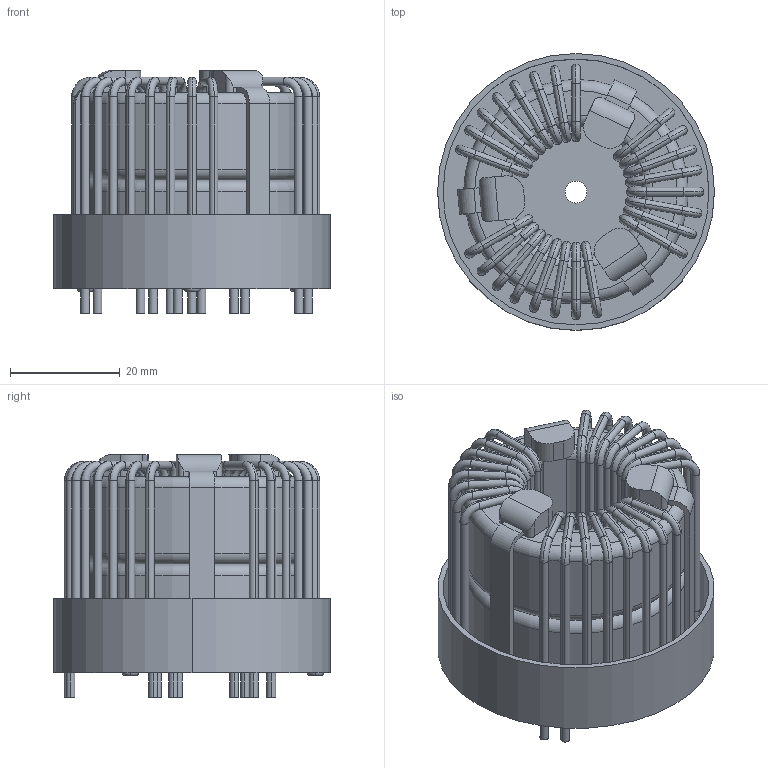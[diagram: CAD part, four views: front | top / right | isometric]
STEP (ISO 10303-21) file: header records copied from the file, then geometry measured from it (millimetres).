
FILE_DESCRIPTION((''),'2;1');
FILE_NAME('IND_TECHPOWER_C20800136A.stp','2015-08-10T18:03:48',(''),(''),'Mechanical Desktop 2011','Mechanical Desktop 2011',', , ');
FILE_SCHEMA(('AUTOMOTIVE_DESIGN { 1 2 10303 214 1 1 1 1 }'));
Length unit declared in the file: millimetre
Products named in the file (1): Product
Bounding box: 50.5 x 50.5 x 44.3 mm (x, y, z)
Volume: 37259.9 mm3; surface area: 31914.6 mm2
Topology: 42 solids, 42 shells, 559 faces, 1164 edges, 642 vertices
Faces by surface type: cylinder 259, torus 214, plane 58, bspline 28
Entity records: 14994 total; most frequent: DIRECTION 2988, CARTESIAN_POINT 2560, ORIENTED_EDGE 2328, AXIS2_PLACEMENT_3D 1298, EDGE_CURVE 1164, CIRCLE 766, VERTEX_POINT 642, EDGE_LOOP 572
